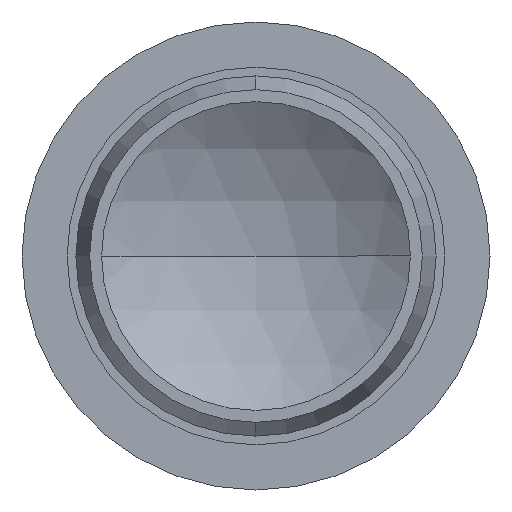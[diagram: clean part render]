
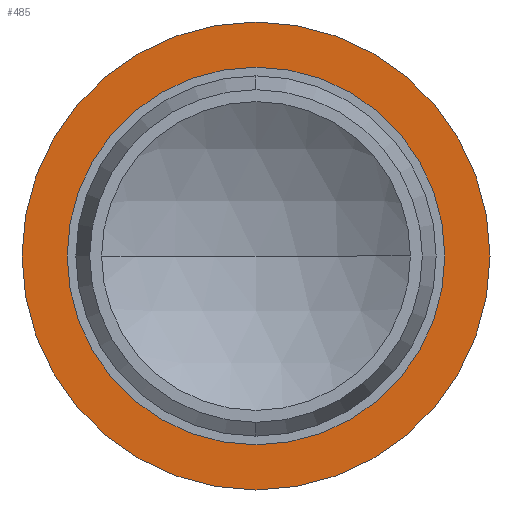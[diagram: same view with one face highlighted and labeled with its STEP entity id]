
A CAD part, left-side view. The second image highlights one B-rep face of the part: STEP entity #485.
In plain terms, the highlighted planar face has unit normal (-1, 0, 0).
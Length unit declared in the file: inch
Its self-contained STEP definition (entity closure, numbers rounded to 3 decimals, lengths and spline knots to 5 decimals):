
#4 = FACE_OUTER_BOUND ( 'NONE', #395, .T. ) ;
#15 = VERTEX_POINT ( 'NONE', #84 ) ;
#62 = ORIENTED_EDGE ( 'NONE', *, *, #307, .F. ) ;
#69 = ORIENTED_EDGE ( 'NONE', *, *, #410, .F. ) ;
#73 = CARTESIAN_POINT ( 'NONE',  ( 0., 0., -0.0795 ) ) ;
#78 = AXIS2_PLACEMENT_3D ( 'NONE', #155, #412, #319 ) ;
#84 = CARTESIAN_POINT ( 'NONE',  ( 0., 0., -0.0985 ) ) ;
#113 = CIRCLE ( 'NONE', #363, 0.0795 ) ;
#137 = CARTESIAN_POINT ( 'NONE',  ( 0., 0., 0. ) ) ;
#140 = CIRCLE ( 'NONE', #287, 0.0985 ) ;
#155 = CARTESIAN_POINT ( 'NONE',  ( 0., 0., 0. ) ) ;
#168 = DIRECTION ( 'NONE',  ( -1., 0., 0. ) ) ;
#171 = AXIS2_PLACEMENT_3D ( 'NONE', #388, #426, #464 ) ;
#184 = CARTESIAN_POINT ( 'NONE',  ( 0., 0., 0.0795 ) ) ;
#189 = VERTEX_POINT ( 'NONE', #73 ) ;
#192 = ORIENTED_EDGE ( 'NONE', *, *, #331, .T. ) ;
#198 = AXIS2_PLACEMENT_3D ( 'NONE', #204, #168, #350 ) ;
#204 = CARTESIAN_POINT ( 'NONE',  ( 0., 0., 0. ) ) ;
#209 = FACE_BOUND ( 'NONE', #212, .T. ) ;
#212 = EDGE_LOOP ( 'NONE', ( #69, #62 ) ) ;
#234 = VERTEX_POINT ( 'NONE', #184 ) ;
#246 = DIRECTION ( 'NONE',  ( -1., 0., 0. ) ) ;
#254 = CIRCLE ( 'NONE', #198, 0.0985 ) ;
#281 = VERTEX_POINT ( 'NONE', #377 ) ;
#287 = AXIS2_PLACEMENT_3D ( 'NONE', #137, #360, #473 ) ;
#307 = EDGE_CURVE ( 'NONE', #234, #189, #353, .T. ) ;
#319 = DIRECTION ( 'NONE',  ( 0., 0., -1. ) ) ;
#331 = EDGE_CURVE ( 'NONE', #281, #15, #254, .T. ) ;
#350 = DIRECTION ( 'NONE',  ( 0., 0., 1. ) ) ;
#351 = CARTESIAN_POINT ( 'NONE',  ( 0., 0., 0. ) ) ;
#353 = CIRCLE ( 'NONE', #171, 0.0795 ) ;
#360 = DIRECTION ( 'NONE',  ( -1., 0., 0. ) ) ;
#363 = AXIS2_PLACEMENT_3D ( 'NONE', #351, #246, #467 ) ;
#377 = CARTESIAN_POINT ( 'NONE',  ( 0., 0., 0.0985 ) ) ;
#384 = EDGE_CURVE ( 'NONE', #15, #281, #140, .T. ) ;
#388 = CARTESIAN_POINT ( 'NONE',  ( 0., 0., 0. ) ) ;
#395 = EDGE_LOOP ( 'NONE', ( #192, #429 ) ) ;
#409 = PLANE ( 'NONE',  #78 ) ;
#410 = EDGE_CURVE ( 'NONE', #189, #234, #113, .T. ) ;
#412 = DIRECTION ( 'NONE',  ( 1., 0., 0. ) ) ;
#426 = DIRECTION ( 'NONE',  ( -1., 0., 0. ) ) ;
#429 = ORIENTED_EDGE ( 'NONE', *, *, #384, .T. ) ;
#464 = DIRECTION ( 'NONE',  ( 0., 0., 1. ) ) ;
#467 = DIRECTION ( 'NONE',  ( 0., 0., 1. ) ) ;
#473 = DIRECTION ( 'NONE',  ( 0., 0., 1. ) ) ;
#485 = ADVANCED_FACE ( 'NONE', ( #4, #209 ), #409, .F. ) ;
